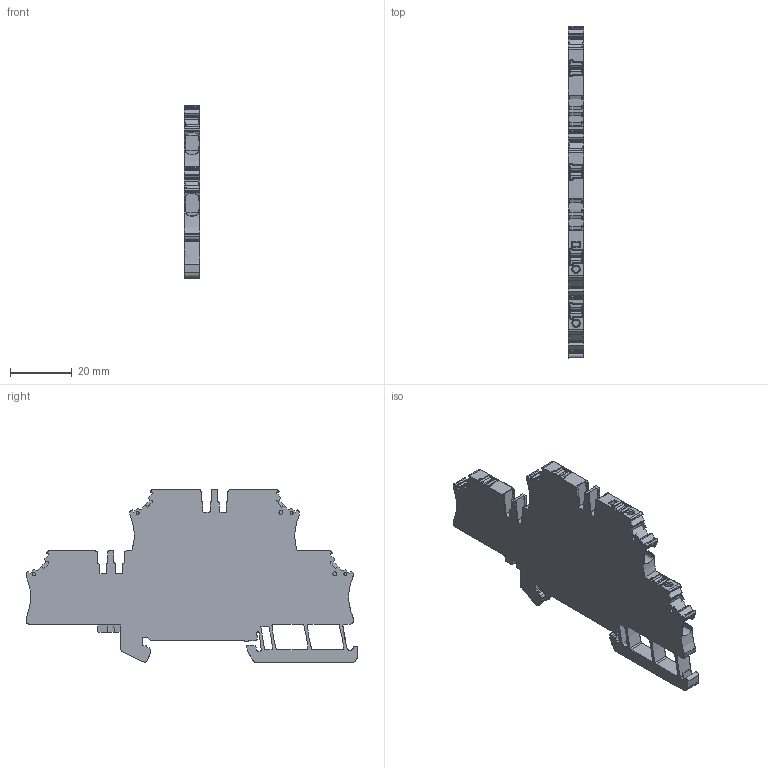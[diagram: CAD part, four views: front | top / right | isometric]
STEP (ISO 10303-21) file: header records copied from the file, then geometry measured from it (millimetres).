
FILE_DESCRIPTION(('CATIA V5 STEP Exchange','CAx-IF Rec.Pracs.--- Model Styling and Organization---1.5--- 2016-08-15','CAx-IF Rec.Pracs.---Supplemental Geometry---1.0---2011-11-01','CAx-IF Rec.Pracs.--- Composite Materials ---1.1---2010-07-15'),'2;1');
FILE_NAME ('1389527-5_0', '2025-09-19T12:44:33+00:00', ('none'), ('Weidmueller'), 'CATIA Version 5-6 Release 2024 SP4', 'CATIA V5 STEP AP214 v3', 'none');
FILE_SCHEMA(('AUTOMOTIVE_DESIGN { 1 0 10303 214 1 1 1 1 }'));
Products named in the file (1): 2847650000
Bounding box: 5.1 x 107.57 x 56.05 mm (x, y, z)
Volume: 17973.5 mm3; surface area: 19119.3 mm2
Topology: 6 solids, 6 shells, 1665 faces, 4787 edges, 3140 vertices
Faces by surface type: plane 753, cylinder 466, extrusion 331, bspline 49, cone 41, sphere 19, torus 6
Entity records: 64698 total; most frequent: CARTESIAN_POINT 25001, ORIENTED_EDGE 9538, DIRECTION 5803, EDGE_CURVE 4769, VECTOR 3335, VERTEX_POINT 3140, LINE 3004, EDGE_LOOP 1715
